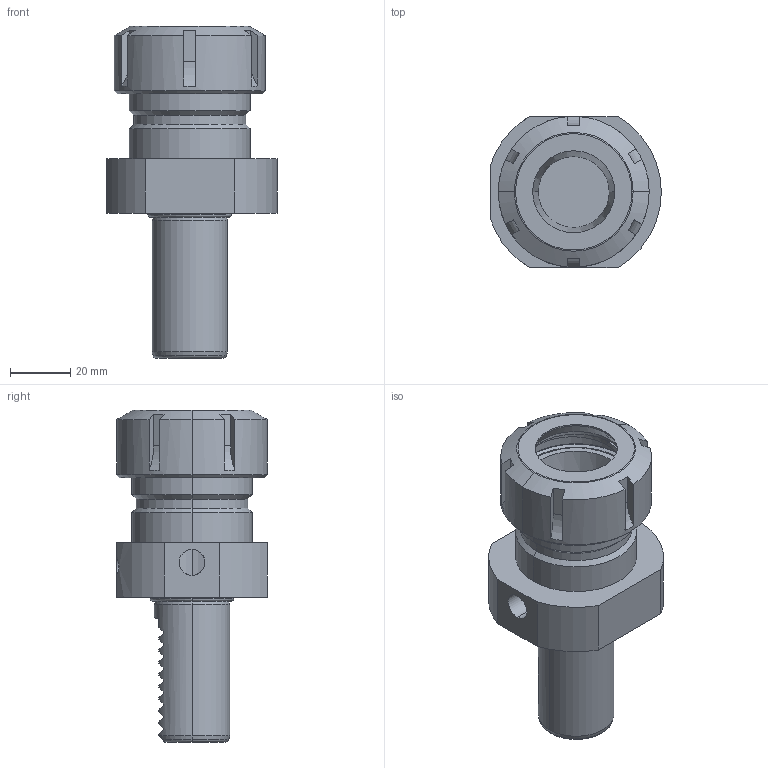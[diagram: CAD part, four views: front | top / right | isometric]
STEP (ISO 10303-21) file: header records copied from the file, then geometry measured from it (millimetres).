
FILE_DESCRIPTION (( 'STEP AP203' ), '1' );
FILE_NAME ('STEP.STEP', '2020-05-11T06:31:36', ( '' ), ( '' ), 'SwSTEP 2.0', 'SolidWorks 2017', '' );
FILE_SCHEMA (( 'CONFIG_CONTROL_DESIGN' ));
Length unit declared in the file: millimetre
Products named in the file (1): STEP
Bounding box: 56.5 x 50 x 110 mm (x, y, z)
Volume: 96705.2 mm3; surface area: 30140.9 mm2
Topology: 4 solids, 4 shells, 187 faces, 470 edges, 291 vertices
Faces by surface type: plane 76, cylinder 61, cone 35, torus 15
Entity records: 6042 total; most frequent: CARTESIAN_POINT 1609, ORIENTED_EDGE 932, DIRECTION 903, EDGE_CURVE 466, AXIS2_PLACEMENT_3D 352, VERTEX_POINT 291, EDGE_LOOP 201, LINE 199
